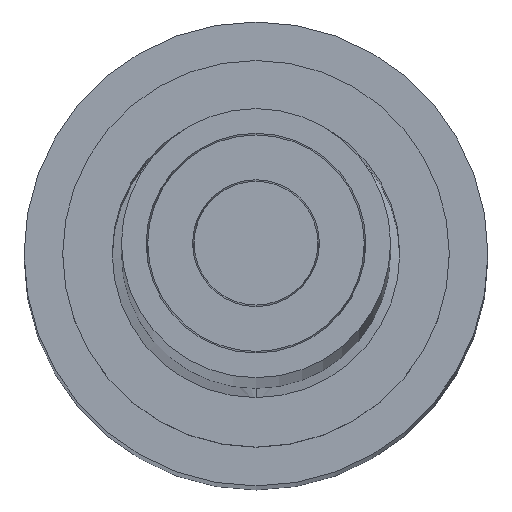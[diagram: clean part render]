
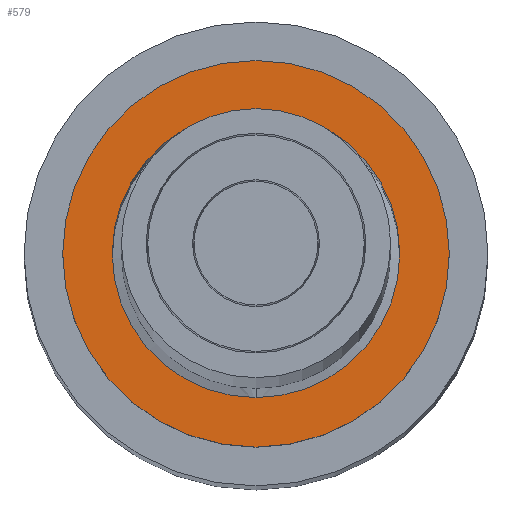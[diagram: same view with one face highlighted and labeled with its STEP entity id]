
A CAD part, top view. The second image highlights one B-rep face of the part: STEP entity #579.
In plain terms, the highlighted planar face has unit normal (0, 0, 1).
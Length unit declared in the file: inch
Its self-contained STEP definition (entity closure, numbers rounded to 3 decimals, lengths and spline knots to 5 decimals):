
#454=CARTESIAN_POINT('',(0.,0.,0.26418));
#455=DIRECTION('',(0.,0.,1.));
#456=DIRECTION('',(0.,1.,0.));
#457=AXIS2_PLACEMENT_3D('',#454,#455,#456);
#459=CARTESIAN_POINT('',(0.,0.,0.26418));
#460=DIRECTION('',(0.,0.,-1.));
#461=DIRECTION('',(0.,1.,0.));
#462=AXIS2_PLACEMENT_3D('',#459,#460,#461);
#520=CARTESIAN_POINT('',(0.,0.,0.26418));
#521=DIRECTION('',(0.,0.,1.));
#522=DIRECTION('',(0.,1.,0.));
#523=AXIS2_PLACEMENT_3D('',#520,#521,#522);
#529=CARTESIAN_POINT('',(0.,0.,0.26418));
#530=DIRECTION('',(0.,0.,-1.));
#531=DIRECTION('',(0.,1.,0.));
#532=AXIS2_PLACEMENT_3D('',#529,#530,#531);
#538=CARTESIAN_POINT('',(0.,0.0465,0.26418));
#540=VERTEX_POINT('',#538);
#547=CARTESIAN_POINT('',(0.,0.0625,0.26418));
#549=VERTEX_POINT('',#547);
#550=CARTESIAN_POINT('',(0.,-0.0465,0.26418));
#552=VERTEX_POINT('',#550);
#559=CARTESIAN_POINT('',(0.,-0.0625,0.26418));
#561=VERTEX_POINT('',#559);
#562=CARTESIAN_POINT('',(0.,0.,0.26418));
#563=DIRECTION('',(0.,0.,1.));
#564=DIRECTION('',(0.,1.,0.));
#565=AXIS2_PLACEMENT_3D('',#562,#563,#564);
#566=PLANE('',#565);
#568=ORIENTED_EDGE('',*,*,#567,.F.);
#570=ORIENTED_EDGE('',*,*,#569,.T.);
#571=EDGE_LOOP('',(#568,#570));
#572=FACE_OUTER_BOUND('',#571,.F.);
#574=ORIENTED_EDGE('',*,*,#573,.F.);
#576=ORIENTED_EDGE('',*,*,#575,.T.);
#577=EDGE_LOOP('',(#574,#576));
#578=FACE_BOUND('',#577,.F.);
#579=ADVANCED_FACE('',(#572,#578),#566,.T.);
#458=CIRCLE('',#457,0.0625);
#463=CIRCLE('',#462,0.0625);
#524=CIRCLE('',#523,0.0465);
#533=CIRCLE('',#532,0.0465);
#567=EDGE_CURVE('',#549,#561,#458,.T.);
#569=EDGE_CURVE('',#549,#561,#463,.T.);
#573=EDGE_CURVE('',#540,#552,#533,.T.);
#575=EDGE_CURVE('',#540,#552,#524,.T.);
